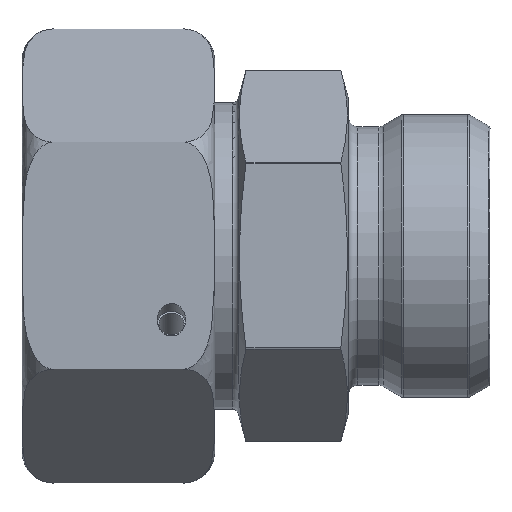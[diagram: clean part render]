
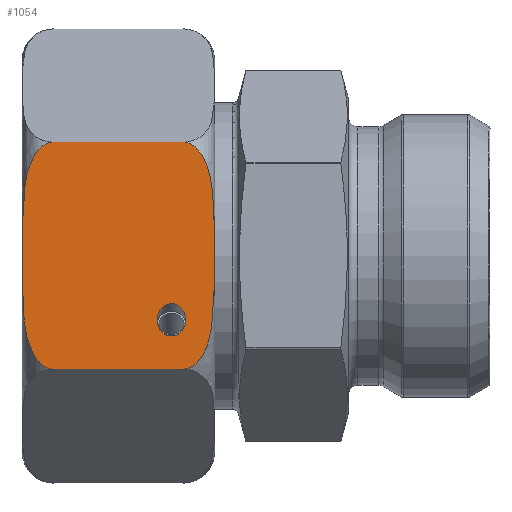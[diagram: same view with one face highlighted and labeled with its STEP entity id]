
A CAD part, top view. The second image highlights one B-rep face of the part: STEP entity #1054.
In plain terms, the highlighted face is planar.
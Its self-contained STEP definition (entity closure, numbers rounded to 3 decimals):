
#560=ELLIPSE('',#5372,2.078,1.8);
#707=FACE_BOUND('',#1642,.T.);
#708=FACE_BOUND('',#1643,.T.);
#809=PLANE('',#5373);
#1054=ADVANCED_FACE('',(#707,#708),#809,.F.);
#1642=EDGE_LOOP('',(#2689,#2690));
#1643=EDGE_LOOP('',(#2691,#2692,#2693,#2694));
#2065=B_SPLINE_CURVE_WITH_KNOTS('',3,(#7859,#7860,#7861,#7862,#7863,#7864,
#7865,#7866,#7867,#7868,#7869,#7870,#7871,#7872,#7873,#7874,#7875,#7876),
 .UNSPECIFIED.,.F.,.F.,(4,2,2,2,2,2,2,2,4),(0.,0.063,0.125,0.25,0.5,0.75,
0.875,0.938,1.),.UNSPECIFIED.);
#2075=B_SPLINE_CURVE_WITH_KNOTS('',3,(#8090,#8091,#8092,#8093,#8094,#8095,
#8096,#8097,#8098,#8099,#8100,#8101,#8102,#8103,#8104,#8105,#8106,#8107),
 .UNSPECIFIED.,.F.,.F.,(4,2,2,2,2,2,2,2,4),(0.,0.062,0.125,
0.25,0.5,0.75,0.875,0.938,1.),.UNSPECIFIED.);
#2689=ORIENTED_EDGE('',*,*,#4427,.T.);
#2690=ORIENTED_EDGE('',*,*,#4428,.T.);
#2691=ORIENTED_EDGE('',*,*,#4404,.T.);
#2692=ORIENTED_EDGE('',*,*,#4378,.T.);
#2693=ORIENTED_EDGE('',*,*,#4393,.T.);
#2694=ORIENTED_EDGE('',*,*,#4411,.T.);
#3897=VERTEX_POINT('',#7858);
#3898=VERTEX_POINT('',#7877);
#3910=VERTEX_POINT('',#7973);
#3918=VERTEX_POINT('',#7997);
#3934=VERTEX_POINT('',#8209);
#3935=VERTEX_POINT('',#8210);
#4378=EDGE_CURVE('',#3898,#3897,#2065,.T.);
#4393=EDGE_CURVE('',#3897,#3910,#4826,.T.);
#4404=EDGE_CURVE('',#3918,#3898,#4834,.T.);
#4411=EDGE_CURVE('',#3910,#3918,#2075,.T.);
#4427=EDGE_CURVE('',#3934,#3935,#560,.T.);
#4428=EDGE_CURVE('',#3935,#3934,#4835,.T.);
#4826=LINE('',#7974,#5031);
#4834=LINE('',#7996,#5039);
#4835=LINE('',#8211,#5040);
#5031=VECTOR('',#5780,1.);
#5039=VECTOR('',#5802,1.);
#5040=VECTOR('',#5845,1.);
#5372=AXIS2_PLACEMENT_3D('',#8208,#5843,#5844);
#5373=AXIS2_PLACEMENT_3D('',#8212,#5846,#5847);
#5780=DIRECTION('',(1.,0.,0.));
#5802=DIRECTION('',(-1.,0.,0.));
#5843=DIRECTION('',(0.,0.5,-0.866));
#5844=DIRECTION('',(0.,0.866,0.5));
#5845=DIRECTION('',(-1.,0.,0.));
#5846=DIRECTION('',(0.,0.5,-0.866));
#5847=DIRECTION('',(0.,0.866,0.5));
#7858=CARTESIAN_POINT('',(4.,-25.,14.434));
#7859=CARTESIAN_POINT('',(4.,0.,28.867));
#7860=CARTESIAN_POINT('',(3.316,0.,28.867));
#7861=CARTESIAN_POINT('',(2.685,-0.321,28.682));
#7862=CARTESIAN_POINT('',(1.754,-1.161,28.197));
#7863=CARTESIAN_POINT('',(1.416,-1.678,27.898));
#7864=CARTESIAN_POINT('',(0.63,-3.284,26.971));
#7865=CARTESIAN_POINT('',(0.393,-4.436,26.306));
#7866=CARTESIAN_POINT('',(-0.05,-7.87,24.324));
#7867=CARTESIAN_POINT('',(0.002,-10.198,22.98));
#7868=CARTESIAN_POINT('',(0.002,-14.826,20.308));
#7869=CARTESIAN_POINT('',(-0.052,-17.148,18.967));
#7870=CARTESIAN_POINT('',(0.399,-20.597,16.976));
#7871=CARTESIAN_POINT('',(0.636,-21.738,16.317));
#7872=CARTESIAN_POINT('',(1.428,-23.342,15.391));
#7873=CARTESIAN_POINT('',(1.768,-23.855,15.095));
#7874=CARTESIAN_POINT('',(2.696,-24.685,14.616));
#7875=CARTESIAN_POINT('',(3.321,-25.,14.434));
#7876=CARTESIAN_POINT('',(4.,-25.,14.434));
#7877=CARTESIAN_POINT('',(4.,0.,28.867));
#7973=CARTESIAN_POINT('',(20.5,-25.,14.434));
#7974=CARTESIAN_POINT('',(0.,-25.,14.434));
#7996=CARTESIAN_POINT('',(0.,0.,28.867));
#7997=CARTESIAN_POINT('',(20.5,0.,28.867));
#8090=CARTESIAN_POINT('',(20.5,-25.,14.434));
#8091=CARTESIAN_POINT('',(21.184,-25.,14.434));
#8092=CARTESIAN_POINT('',(21.815,-24.679,14.619));
#8093=CARTESIAN_POINT('',(22.746,-23.839,15.104));
#8094=CARTESIAN_POINT('',(23.084,-23.322,15.403));
#8095=CARTESIAN_POINT('',(23.87,-21.716,16.33));
#8096=CARTESIAN_POINT('',(24.107,-20.564,16.995));
#8097=CARTESIAN_POINT('',(24.55,-17.13,18.977));
#8098=CARTESIAN_POINT('',(24.498,-14.802,20.322));
#8099=CARTESIAN_POINT('',(24.498,-10.174,22.994));
#8100=CARTESIAN_POINT('',(24.552,-7.852,24.334));
#8101=CARTESIAN_POINT('',(24.101,-4.403,26.325));
#8102=CARTESIAN_POINT('',(23.864,-3.262,26.984));
#8103=CARTESIAN_POINT('',(23.072,-1.658,27.911));
#8104=CARTESIAN_POINT('',(22.732,-1.145,28.207));
#8105=CARTESIAN_POINT('',(21.804,-0.315,28.686));
#8106=CARTESIAN_POINT('',(21.179,0.,28.867));
#8107=CARTESIAN_POINT('',(20.5,0.,28.867));
#8208=CARTESIAN_POINT('',(19.,-19.578,17.564));
#8209=CARTESIAN_POINT('',(18.329,-21.248,16.6));
#8210=CARTESIAN_POINT('',(19.671,-21.248,16.6));
#8211=CARTESIAN_POINT('',(25.,-21.248,16.6));
#8212=CARTESIAN_POINT('',(25.,0.,28.868));
